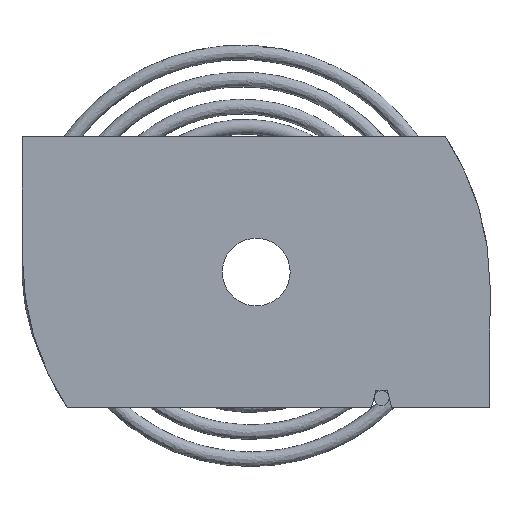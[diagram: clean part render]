
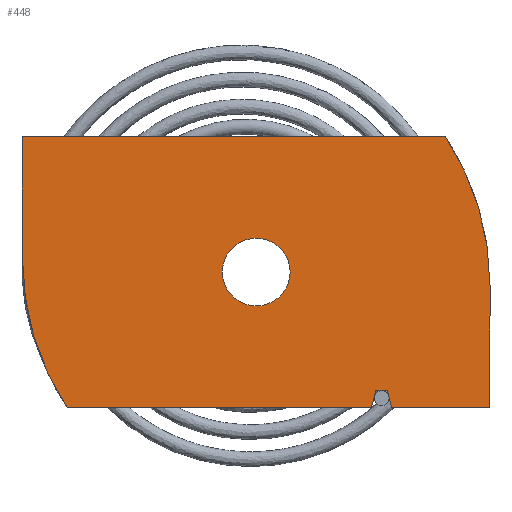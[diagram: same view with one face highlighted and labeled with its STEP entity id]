
A CAD part, front view. The second image highlights one B-rep face of the part: STEP entity #448.
In plain terms, the highlighted planar face has unit normal (0, -1, 0).
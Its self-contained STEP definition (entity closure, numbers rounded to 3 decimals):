
#1 = CARTESIAN_POINT ( 'NONE',  ( 0., 0., 2.5 ) ) ;
#33 = CARTESIAN_POINT ( 'NONE',  ( 2.75, 0., 1. ) ) ;
#39 = CARTESIAN_POINT ( 'NONE',  ( -13.953, 0., -10. ) ) ;
#48 = VERTEX_POINT ( 'NONE', #1353 ) ;
#62 = CIRCLE ( 'NONE', #1334, 20. ) ;
#178 = DIRECTION ( 'NONE',  ( 1., 0., 0. ) ) ;
#193 = FACE_BOUND ( 'NONE', #1747, .T. ) ;
#199 = LINE ( 'NONE', #1426, #2079 ) ;
#263 = VERTEX_POINT ( 'NONE', #1072 ) ;
#354 = CARTESIAN_POINT ( 'NONE',  ( -17.25, 0., 10. ) ) ;
#382 = VERTEX_POINT ( 'NONE', #472 ) ;
#406 = AXIS2_PLACEMENT_3D ( 'NONE', #827, #1064, #1173 ) ;
#448 = ADVANCED_FACE ( 'NONE', ( #193, #1607 ), #652, .T. ) ;
#464 = CARTESIAN_POINT ( 'NONE',  ( 17.25, 0., -1. ) ) ;
#472 = CARTESIAN_POINT ( 'NONE',  ( 8.828, 0., -8.75 ) ) ;
#488 = LINE ( 'NONE', #464, #1566 ) ;
#510 = ORIENTED_EDGE ( 'NONE', *, *, #1908, .F. ) ;
#522 = VECTOR ( 'NONE', #1661, 1000. ) ;
#546 = EDGE_CURVE ( 'NONE', #1025, #1351, #1619, .T. ) ;
#598 = EDGE_CURVE ( 'NONE', #888, #1947, #881, .T. ) ;
#605 = CARTESIAN_POINT ( 'NONE',  ( 0., 0., 0. ) ) ;
#616 = DIRECTION ( 'NONE',  ( 0., 1., 0. ) ) ;
#618 = VECTOR ( 'NONE', #1807, 1000. ) ;
#620 = CARTESIAN_POINT ( 'NONE',  ( -13.953, 0., -10. ) ) ;
#640 = DIRECTION ( 'NONE',  ( 0., 0., -1. ) ) ;
#652 = PLANE ( 'NONE',  #1052 ) ;
#665 = ORIENTED_EDGE ( 'NONE', *, *, #1510, .T. ) ;
#678 = VECTOR ( 'NONE', #1108, 1000. ) ;
#688 = ORIENTED_EDGE ( 'NONE', *, *, #1311, .F. ) ;
#697 = EDGE_CURVE ( 'NONE', #1519, #382, #1978, .T. ) ;
#761 = DIRECTION ( 'NONE',  ( 1., 0., 0. ) ) ;
#806 = CARTESIAN_POINT ( 'NONE',  ( 10.007, 0., -10. ) ) ;
#808 = CARTESIAN_POINT ( 'NONE',  ( -17.25, 0., 1. ) ) ;
#827 = CARTESIAN_POINT ( 'NONE',  ( 2.75, 0., 1. ) ) ;
#855 = ORIENTED_EDGE ( 'NONE', *, *, #1090, .T. ) ;
#881 = LINE ( 'NONE', #1918, #618 ) ;
#888 = VERTEX_POINT ( 'NONE', #1605 ) ;
#918 = CARTESIAN_POINT ( 'NONE',  ( -17.25, 0., 10. ) ) ;
#931 = VERTEX_POINT ( 'NONE', #1 ) ;
#932 = EDGE_CURVE ( 'NONE', #1351, #1674, #1243, .T. ) ;
#939 = DIRECTION ( 'NONE',  ( 0., 0., 1. ) ) ;
#944 = DIRECTION ( 'NONE',  ( 0., 0., -1. ) ) ;
#960 = AXIS2_PLACEMENT_3D ( 'NONE', #605, #616, #939 ) ;
#1013 = ORIENTED_EDGE ( 'NONE', *, *, #1017, .F. ) ;
#1017 = EDGE_CURVE ( 'NONE', #1519, #1590, #2082, .T. ) ;
#1025 = VERTEX_POINT ( 'NONE', #808 ) ;
#1052 = AXIS2_PLACEMENT_3D ( 'NONE', #33, #1795, #640 ) ;
#1064 = DIRECTION ( 'NONE',  ( 0., 1., 0. ) ) ;
#1072 = CARTESIAN_POINT ( 'NONE',  ( 17.25, 0., -1. ) ) ;
#1090 = EDGE_CURVE ( 'NONE', #931, #931, #1163, .T. ) ;
#1093 = DIRECTION ( 'NONE',  ( -1., 0., 0. ) ) ;
#1108 = DIRECTION ( 'NONE',  ( 0.259, 0., -0.966 ) ) ;
#1112 = ORIENTED_EDGE ( 'NONE', *, *, #932, .F. ) ;
#1151 = DIRECTION ( 'NONE',  ( 0., 1., 0. ) ) ;
#1163 = CIRCLE ( 'NONE', #960, 2.5 ) ;
#1173 = DIRECTION ( 'NONE',  ( 0., 0., -1. ) ) ;
#1243 = LINE ( 'NONE', #918, #1866 ) ;
#1252 = VECTOR ( 'NONE', #1452, 1000. ) ;
#1309 = LINE ( 'NONE', #806, #678 ) ;
#1311 = EDGE_CURVE ( 'NONE', #1674, #263, #62, .T. ) ;
#1334 = AXIS2_PLACEMENT_3D ( 'NONE', #2087, #1151, #1963 ) ;
#1351 = VERTEX_POINT ( 'NONE', #354 ) ;
#1353 = CARTESIAN_POINT ( 'NONE',  ( 9.672, 0., -8.75 ) ) ;
#1354 = EDGE_CURVE ( 'NONE', #382, #48, #199, .T. ) ;
#1426 = CARTESIAN_POINT ( 'NONE',  ( 9.672, 0., -8.75 ) ) ;
#1452 = DIRECTION ( 'NONE',  ( 0., 0., 1. ) ) ;
#1510 = EDGE_CURVE ( 'NONE', #48, #1947, #1309, .T. ) ;
#1519 = VERTEX_POINT ( 'NONE', #1790 ) ;
#1547 = CARTESIAN_POINT ( 'NONE',  ( 13.953, 0., 10. ) ) ;
#1558 = CARTESIAN_POINT ( 'NONE',  ( 10.007, 0., -10. ) ) ;
#1566 = VECTOR ( 'NONE', #944, 1000. ) ;
#1572 = EDGE_CURVE ( 'NONE', #1590, #1025, #1962, .T. ) ;
#1590 = VERTEX_POINT ( 'NONE', #39 ) ;
#1605 = CARTESIAN_POINT ( 'NONE',  ( 17.25, 0., -10. ) ) ;
#1607 = FACE_OUTER_BOUND ( 'NONE', #1998, .T. ) ;
#1619 = LINE ( 'NONE', #1784, #1252 ) ;
#1661 = DIRECTION ( 'NONE',  ( 0.259, 0., 0.966 ) ) ;
#1674 = VERTEX_POINT ( 'NONE', #1547 ) ;
#1730 = ORIENTED_EDGE ( 'NONE', *, *, #1572, .F. ) ;
#1736 = VECTOR ( 'NONE', #1093, 1000. ) ;
#1747 = EDGE_LOOP ( 'NONE', ( #855 ) ) ;
#1772 = ORIENTED_EDGE ( 'NONE', *, *, #598, .F. ) ;
#1784 = CARTESIAN_POINT ( 'NONE',  ( -17.25, 0., 10. ) ) ;
#1790 = CARTESIAN_POINT ( 'NONE',  ( 8.493, 0., -10. ) ) ;
#1795 = DIRECTION ( 'NONE',  ( 0., -1., 0. ) ) ;
#1797 = ORIENTED_EDGE ( 'NONE', *, *, #697, .T. ) ;
#1807 = DIRECTION ( 'NONE',  ( -1., 0., 0. ) ) ;
#1809 = ORIENTED_EDGE ( 'NONE', *, *, #546, .F. ) ;
#1866 = VECTOR ( 'NONE', #761, 1000. ) ;
#1908 = EDGE_CURVE ( 'NONE', #263, #888, #488, .T. ) ;
#1918 = CARTESIAN_POINT ( 'NONE',  ( -13.953, 0., -10. ) ) ;
#1919 = ORIENTED_EDGE ( 'NONE', *, *, #1354, .T. ) ;
#1947 = VERTEX_POINT ( 'NONE', #1558 ) ;
#1962 = CIRCLE ( 'NONE', #406, 20. ) ;
#1963 = DIRECTION ( 'NONE',  ( 0., 0., -1. ) ) ;
#1978 = LINE ( 'NONE', #1988, #522 ) ;
#1988 = CARTESIAN_POINT ( 'NONE',  ( 8.828, 0., -8.75 ) ) ;
#1998 = EDGE_LOOP ( 'NONE', ( #665, #1772, #510, #688, #1112, #1809, #1730, #1013, #1797, #1919 ) ) ;
#2079 = VECTOR ( 'NONE', #178, 1000. ) ;
#2082 = LINE ( 'NONE', #620, #1736 ) ;
#2087 = CARTESIAN_POINT ( 'NONE',  ( -2.75, 0., -1. ) ) ;
